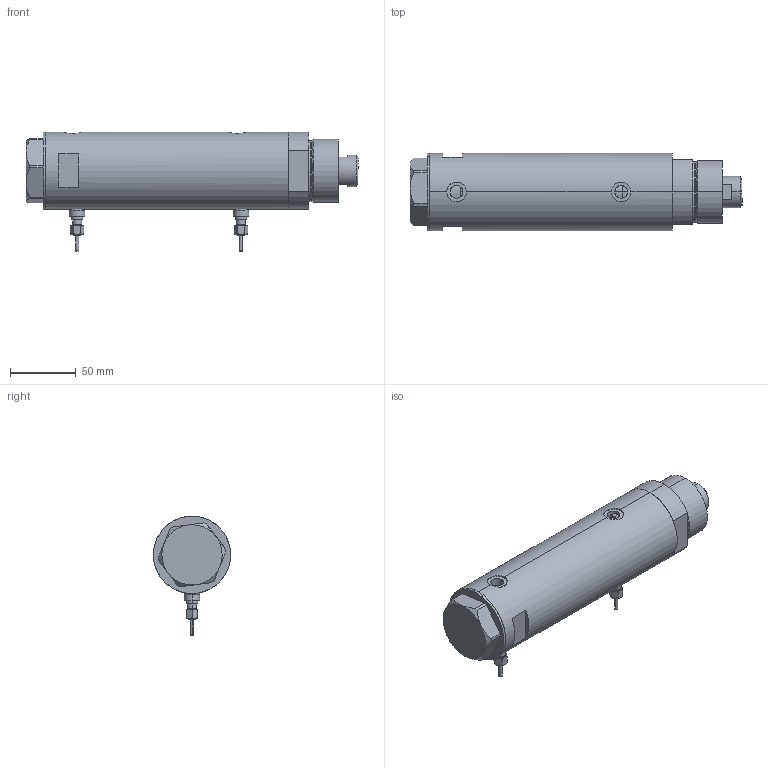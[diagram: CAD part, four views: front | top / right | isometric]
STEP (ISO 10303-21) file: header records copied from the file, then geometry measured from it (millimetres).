
FILE_DESCRIPTION (( 'STEP AP203' ), '1' );
FILE_NAME ('218f.STEP', '2022-04-15T01:06:02', ( '' ), ( '' ), 'SwSTEP 2.0', 'SolidWorks 2019', '' );
FILE_SCHEMA (( 'CONFIG_CONTROL_DESIGN' ));
Length unit declared in the file: millimetre
Products named in the file (6): V270CG_MIDDLE d1624b21305c9581969db5b1a4e9d010; V270CG_FRONT d1624b21305c9581969db5b1a4e9d010; V270CG_SWITCH d1624b21305c9581969db5b1a4e9d010; V270CG_VC d1624b21305c9581969db5b1a4e9d010; V270CG_BACK d1624b21305c9581969db5b1a4e9d010; 218f
Assembly tree (6 placements, depth 2):
  218f
    V270CG_MIDDLE d1624b21305c9581969db5b1a4e9d010
    V270CG_BACK d1624b21305c9581969db5b1a4e9d010
    V270CG_FRONT d1624b21305c9581969db5b1a4e9d010
    V270CG_VC d1624b21305c9581969db5b1a4e9d010
    V270CG_SWITCH d1624b21305c9581969db5b1a4e9d010  x2
Bounding box: 253.42 x 59 x 91.3 mm (x, y, z)
Volume: 572625.1 mm3; surface area: 117769 mm2
Topology: 6 solids, 6 shells, 232 faces, 509 edges, 307 vertices
Faces by surface type: plane 81, cylinder 77, cone 48, torus 24, bspline 2
Entity records: 6470 total; most frequent: CARTESIAN_POINT 1806, DIRECTION 889, ORIENTED_EDGE 798, EDGE_CURVE 399, AXIS2_PLACEMENT_3D 371, VERTEX_POINT 243, EDGE_LOOP 204, CIRCLE 184
